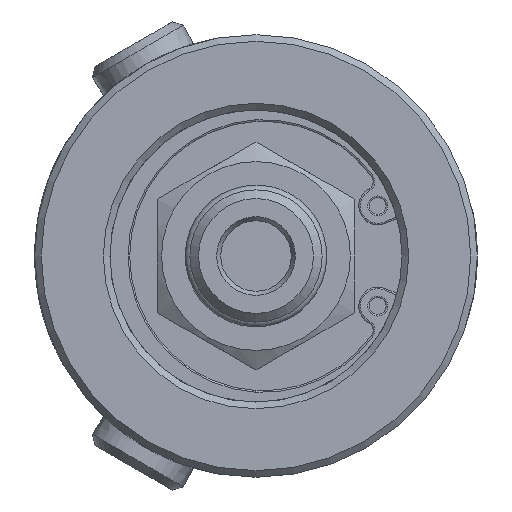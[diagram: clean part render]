
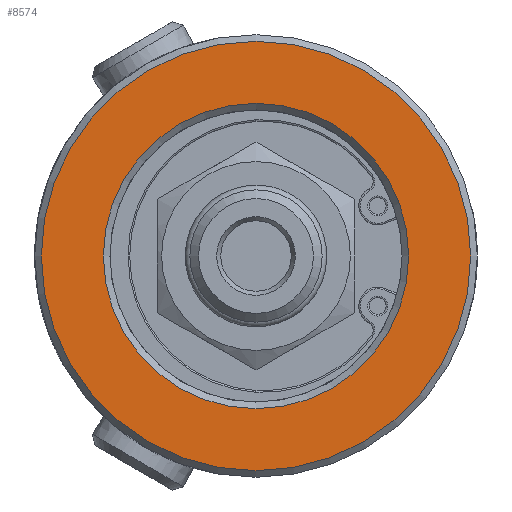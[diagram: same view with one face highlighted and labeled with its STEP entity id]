
A CAD part, left-side view. The second image highlights one B-rep face of the part: STEP entity #8574.
In plain terms, the highlighted planar face has unit normal (-1, 0, 0).
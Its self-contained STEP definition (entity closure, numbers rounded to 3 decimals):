
#552=FACE_BOUND('',#2544,.T.);
#652=PLANE('',#9299);
#1995=FACE_OUTER_BOUND('',#2543,.T.);
#2543=EDGE_LOOP('',(#6191,#6192));
#2544=EDGE_LOOP('',(#6193,#6194));
#3179=CIRCLE('',#9297,25.925);
#3180=CIRCLE('',#9298,25.925);
#3181=CIRCLE('',#9300,18.435);
#3182=CIRCLE('',#9301,18.435);
#3683=VERTEX_POINT('',#12684);
#3684=VERTEX_POINT('',#12686);
#3685=VERTEX_POINT('',#12690);
#3686=VERTEX_POINT('',#12691);
#4634=EDGE_CURVE('',#3683,#3684,#3179,.T.);
#4635=EDGE_CURVE('',#3684,#3683,#3180,.T.);
#4636=EDGE_CURVE('',#3685,#3686,#3181,.T.);
#4637=EDGE_CURVE('',#3686,#3685,#3182,.T.);
#6191=ORIENTED_EDGE('',*,*,#4635,.F.);
#6192=ORIENTED_EDGE('',*,*,#4634,.F.);
#6193=ORIENTED_EDGE('',*,*,#4636,.T.);
#6194=ORIENTED_EDGE('',*,*,#4637,.T.);
#8574=ADVANCED_FACE('',(#1995,#552),#652,.T.);
#9297=AXIS2_PLACEMENT_3D('',#12687,#10522,#10523);
#9298=AXIS2_PLACEMENT_3D('',#12688,#10524,#10525);
#9299=AXIS2_PLACEMENT_3D('',#12689,#10526,#10527);
#9300=AXIS2_PLACEMENT_3D('',#12692,#10528,#10529);
#9301=AXIS2_PLACEMENT_3D('',#12693,#10530,#10531);
#10522=DIRECTION('center_axis',(1.,0.,0.));
#10523=DIRECTION('ref_axis',(0.,1.,0.));
#10524=DIRECTION('center_axis',(1.,0.,0.));
#10525=DIRECTION('ref_axis',(0.,1.,0.));
#10526=DIRECTION('center_axis',(-1.,0.,0.));
#10527=DIRECTION('ref_axis',(0.,0.,1.));
#10528=DIRECTION('center_axis',(1.,0.,0.));
#10529=DIRECTION('ref_axis',(0.,1.,0.));
#10530=DIRECTION('center_axis',(1.,0.,0.));
#10531=DIRECTION('ref_axis',(0.,1.,0.));
#12684=CARTESIAN_POINT('',(28.695,1.046,0.));
#12686=CARTESIAN_POINT('',(28.695,52.896,0.));
#12687=CARTESIAN_POINT('Origin',(28.695,26.971,0.));
#12688=CARTESIAN_POINT('Origin',(28.695,26.971,0.));
#12689=CARTESIAN_POINT('Origin',(28.695,39.933,0.));
#12690=CARTESIAN_POINT('',(28.695,45.406,0.));
#12691=CARTESIAN_POINT('',(28.695,8.536,0.));
#12692=CARTESIAN_POINT('Origin',(28.695,26.971,0.));
#12693=CARTESIAN_POINT('Origin',(28.695,26.971,0.));
